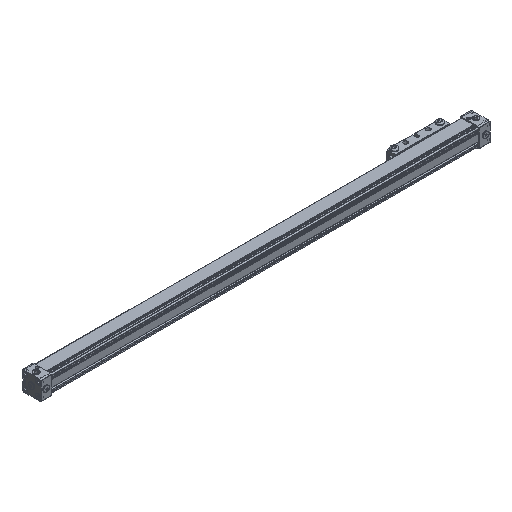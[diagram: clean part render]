
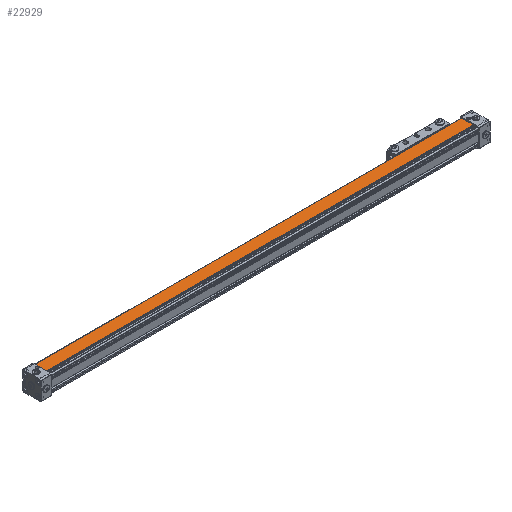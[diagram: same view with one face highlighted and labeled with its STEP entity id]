
A CAD part, isometric view. The second image highlights one B-rep face of the part: STEP entity #22929.
In plain terms, the highlighted planar face has unit normal (0, 0, 1).
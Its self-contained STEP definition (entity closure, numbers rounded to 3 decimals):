
#180 = EDGE_LOOP ( 'NONE', ( #13154, #23774, #22936, #24905 ) ) ;
#642 = EDGE_CURVE ( 'NONE', #14926, #18255, #14810, .T. ) ;
#690 = DIRECTION ( 'NONE',  ( 0., 0., -1. ) ) ;
#1580 = DIRECTION ( 'NONE',  ( -1., 0., 0. ) ) ;
#2005 = DIRECTION ( 'NONE',  ( -1., 0., 0. ) ) ;
#2371 = CARTESIAN_POINT ( 'NONE',  ( -550., -6.089, 11.95 ) ) ;
#2440 = CARTESIAN_POINT ( 'NONE',  ( 50., 10.381, 11.95 ) ) ;
#3680 = CARTESIAN_POINT ( 'NONE',  ( 50., 10.381, 11.95 ) ) ;
#7287 = CARTESIAN_POINT ( 'NONE',  ( 50., -6.089, 11.95 ) ) ;
#7765 = CARTESIAN_POINT ( 'NONE',  ( 50., 10.381, 11.95 ) ) ;
#7954 = DIRECTION ( 'NONE',  ( 1., 0., 0. ) ) ;
#8402 = DIRECTION ( 'NONE',  ( 0., -1., 0. ) ) ;
#9999 = VECTOR ( 'NONE', #7954, 1000. ) ;
#11128 = VECTOR ( 'NONE', #19652, 1000. ) ;
#11549 = VECTOR ( 'NONE', #8402, 1000. ) ;
#13154 = ORIENTED_EDGE ( 'NONE', *, *, #642, .F. ) ;
#13696 = VERTEX_POINT ( 'NONE', #3680 ) ;
#13827 = FACE_OUTER_BOUND ( 'NONE', #180, .T. ) ;
#13890 = CARTESIAN_POINT ( 'NONE',  ( -550., -6.089, 11.95 ) ) ;
#14269 = EDGE_CURVE ( 'NONE', #21029, #18255, #24139, .T. ) ;
#14441 = LINE ( 'NONE', #15969, #11549 ) ;
#14810 = LINE ( 'NONE', #15179, #25292 ) ;
#14926 = VERTEX_POINT ( 'NONE', #7287 ) ;
#15179 = CARTESIAN_POINT ( 'NONE',  ( 50., -6.089, 11.95 ) ) ;
#15969 = CARTESIAN_POINT ( 'NONE',  ( 50., -10.576, 11.95 ) ) ;
#17543 = CARTESIAN_POINT ( 'NONE',  ( -550., 10.381, 11.95 ) ) ;
#18255 = VERTEX_POINT ( 'NONE', #2371 ) ;
#18371 = EDGE_CURVE ( 'NONE', #13696, #14926, #14441, .T. ) ;
#19592 = PLANE ( 'NONE',  #23567 ) ;
#19652 = DIRECTION ( 'NONE',  ( 0., -1., 0. ) ) ;
#21029 = VERTEX_POINT ( 'NONE', #17543 ) ;
#22084 = LINE ( 'NONE', #2440, #9999 ) ;
#22109 = EDGE_CURVE ( 'NONE', #21029, #13696, #22084, .T. ) ;
#22929 = ADVANCED_FACE ( 'NONE', ( #13827 ), #19592, .F. ) ;
#22936 = ORIENTED_EDGE ( 'NONE', *, *, #22109, .F. ) ;
#23567 = AXIS2_PLACEMENT_3D ( 'NONE', #7765, #690, #2005 ) ;
#23774 = ORIENTED_EDGE ( 'NONE', *, *, #18371, .F. ) ;
#24139 = LINE ( 'NONE', #13890, #11128 ) ;
#24905 = ORIENTED_EDGE ( 'NONE', *, *, #14269, .T. ) ;
#25292 = VECTOR ( 'NONE', #1580, 1000. ) ;
